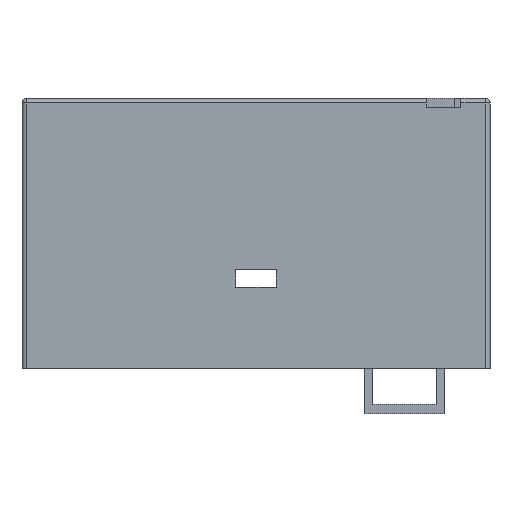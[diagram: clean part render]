
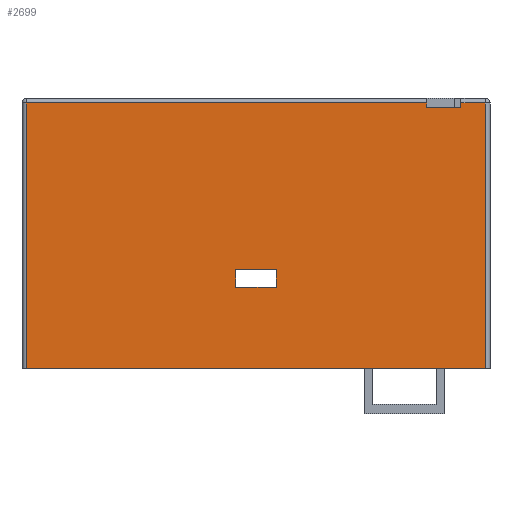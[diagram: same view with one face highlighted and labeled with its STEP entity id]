
A CAD part, front view. The second image highlights one B-rep face of the part: STEP entity #2699.
In plain terms, the highlighted planar face has unit normal (0, -1, 0).
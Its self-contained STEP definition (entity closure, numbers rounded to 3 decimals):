
#15=FACE_BOUND('',#297,.T.);
#47=PLANE('',#2849);
#166=FACE_OUTER_BOUND('',#296,.T.);
#296=EDGE_LOOP('',(#1897,#1898,#1899,#1900,#1901,#1902,#1903,#1904));
#297=EDGE_LOOP('',(#1905,#1906,#1907,#1908));
#454=LINE('',#3696,#823);
#458=LINE('',#3712,#827);
#460=LINE('',#3718,#829);
#461=LINE('',#3720,#830);
#462=LINE('',#3722,#831);
#463=LINE('',#3724,#832);
#464=LINE('',#3726,#833);
#465=LINE('',#3727,#834);
#466=LINE('',#3730,#835);
#467=LINE('',#3732,#836);
#468=LINE('',#3734,#837);
#469=LINE('',#3735,#838);
#823=VECTOR('',#3005,10.);
#827=VECTOR('',#3023,10.);
#829=VECTOR('',#3029,10.);
#830=VECTOR('',#3030,10.);
#831=VECTOR('',#3031,10.);
#832=VECTOR('',#3032,10.);
#833=VECTOR('',#3033,10.);
#834=VECTOR('',#3034,10.);
#835=VECTOR('',#3035,10.);
#836=VECTOR('',#3036,10.);
#837=VECTOR('',#3037,10.);
#838=VECTOR('',#3038,10.);
#1223=VERTEX_POINT('',#3693);
#1224=VERTEX_POINT('',#3695);
#1229=VERTEX_POINT('',#3711);
#1231=VERTEX_POINT('',#3717);
#1232=VERTEX_POINT('',#3719);
#1233=VERTEX_POINT('',#3721);
#1234=VERTEX_POINT('',#3723);
#1235=VERTEX_POINT('',#3725);
#1236=VERTEX_POINT('',#3728);
#1237=VERTEX_POINT('',#3729);
#1238=VERTEX_POINT('',#3731);
#1239=VERTEX_POINT('',#3733);
#1484=EDGE_CURVE('',#1223,#1224,#454,.T.);
#1492=EDGE_CURVE('',#1224,#1229,#458,.T.);
#1495=EDGE_CURVE('',#1223,#1231,#460,.T.);
#1496=EDGE_CURVE('',#1231,#1232,#461,.T.);
#1497=EDGE_CURVE('',#1232,#1233,#462,.T.);
#1498=EDGE_CURVE('',#1234,#1233,#463,.T.);
#1499=EDGE_CURVE('',#1235,#1234,#464,.T.);
#1500=EDGE_CURVE('',#1229,#1235,#465,.T.);
#1501=EDGE_CURVE('',#1236,#1237,#466,.T.);
#1502=EDGE_CURVE('',#1237,#1238,#467,.T.);
#1503=EDGE_CURVE('',#1238,#1239,#468,.T.);
#1504=EDGE_CURVE('',#1239,#1236,#469,.T.);
#1897=ORIENTED_EDGE('',*,*,#1484,.F.);
#1898=ORIENTED_EDGE('',*,*,#1495,.T.);
#1899=ORIENTED_EDGE('',*,*,#1496,.T.);
#1900=ORIENTED_EDGE('',*,*,#1497,.T.);
#1901=ORIENTED_EDGE('',*,*,#1498,.F.);
#1902=ORIENTED_EDGE('',*,*,#1499,.F.);
#1903=ORIENTED_EDGE('',*,*,#1500,.F.);
#1904=ORIENTED_EDGE('',*,*,#1492,.F.);
#1905=ORIENTED_EDGE('',*,*,#1501,.T.);
#1906=ORIENTED_EDGE('',*,*,#1502,.T.);
#1907=ORIENTED_EDGE('',*,*,#1503,.T.);
#1908=ORIENTED_EDGE('',*,*,#1504,.T.);
#2699=ADVANCED_FACE('',(#166,#15),#47,.T.);
#2849=AXIS2_PLACEMENT_3D('',#3716,#3027,#3028);
#3005=DIRECTION('',(1.,0.,0.));
#3023=DIRECTION('',(0.,0.,-1.));
#3027=DIRECTION('center_axis',(0.,-1.,0.));
#3028=DIRECTION('ref_axis',(1.,0.,0.));
#3029=DIRECTION('',(0.,0.,-1.));
#3030=DIRECTION('',(-1.,0.,0.));
#3031=DIRECTION('',(0.,0.,1.));
#3032=DIRECTION('',(1.,0.,0.));
#3033=DIRECTION('',(0.,0.,1.));
#3034=DIRECTION('',(-1.,0.,0.));
#3035=DIRECTION('',(0.,0.,-1.));
#3036=DIRECTION('',(-1.,0.,0.));
#3037=DIRECTION('',(0.,0.,1.));
#3038=DIRECTION('',(1.,0.,0.));
#3693=CARTESIAN_POINT('',(427.68,0.,295.));
#3695=CARTESIAN_POINT('',(455.,0.,295.));
#3696=CARTESIAN_POINT('',(70.,0.,295.));
#3711=CARTESIAN_POINT('',(455.,0.,0.));
#3712=CARTESIAN_POINT('',(455.,0.,0.));
#3716=CARTESIAN_POINT('Origin',(-60.,0.,0.));
#3717=CARTESIAN_POINT('',(427.68,0.,290.));
#3718=CARTESIAN_POINT('',(427.68,0.,155.));
#3719=CARTESIAN_POINT('',(389.623,0.,290.));
#3720=CARTESIAN_POINT('',(174.326,0.,290.));
#3721=CARTESIAN_POINT('',(389.623,0.,295.));
#3722=CARTESIAN_POINT('',(389.623,0.,155.));
#3723=CARTESIAN_POINT('',(-55.,0.,295.));
#3724=CARTESIAN_POINT('',(70.,0.,295.));
#3725=CARTESIAN_POINT('',(-55.,0.,0.));
#3726=CARTESIAN_POINT('',(-55.,0.,0.));
#3727=CARTESIAN_POINT('',(-50.,0.,0.));
#3728=CARTESIAN_POINT('',(222.467,0.,110.));
#3729=CARTESIAN_POINT('',(222.467,0.,90.051));
#3730=CARTESIAN_POINT('',(222.467,0.,55.));
#3731=CARTESIAN_POINT('',(177.5,0.,90.051));
#3732=CARTESIAN_POINT('',(81.233,0.,90.051));
#3733=CARTESIAN_POINT('',(177.5,0.,110.));
#3734=CARTESIAN_POINT('',(177.5,0.,45.026));
#3735=CARTESIAN_POINT('',(58.75,0.,110.));
